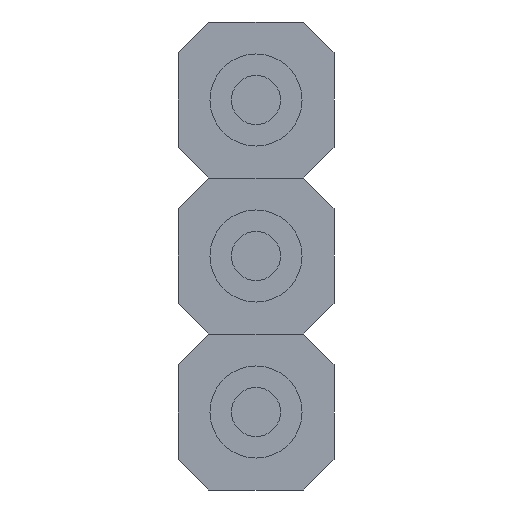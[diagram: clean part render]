
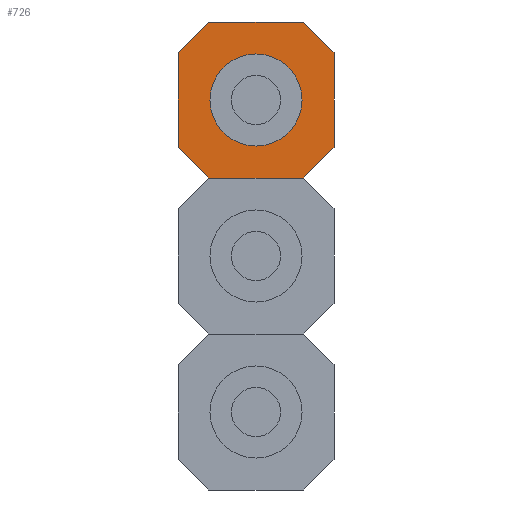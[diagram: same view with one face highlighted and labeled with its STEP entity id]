
A CAD part, front view. The second image highlights one B-rep face of the part: STEP entity #726.
In plain terms, the highlighted planar face has unit normal (0, -1, 0).
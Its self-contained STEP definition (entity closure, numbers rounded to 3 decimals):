
#19=FACE_BOUND('',#118,.T.);
#29=PLANE('',#792);
#69=FACE_OUTER_BOUND('',#117,.T.);
#117=EDGE_LOOP('',(#522,#523,#524,#525,#526,#527,#528,#529));
#118=EDGE_LOOP('',(#530));
#173=LINE('',#1080,#254);
#174=LINE('',#1082,#255);
#175=LINE('',#1084,#256);
#176=LINE('',#1086,#257);
#177=LINE('',#1088,#258);
#178=LINE('',#1090,#259);
#179=LINE('',#1092,#260);
#180=LINE('',#1093,#261);
#254=VECTOR('',#867,10.);
#255=VECTOR('',#868,10.);
#256=VECTOR('',#869,10.);
#257=VECTOR('',#870,10.);
#258=VECTOR('',#871,10.);
#259=VECTOR('',#872,10.);
#260=VECTOR('',#873,10.);
#261=VECTOR('',#874,10.);
#336=CIRCLE('',#793,0.75);
#354=VERTEX_POINT('',#1078);
#355=VERTEX_POINT('',#1079);
#356=VERTEX_POINT('',#1081);
#357=VERTEX_POINT('',#1083);
#358=VERTEX_POINT('',#1085);
#359=VERTEX_POINT('',#1087);
#360=VERTEX_POINT('',#1089);
#361=VERTEX_POINT('',#1091);
#362=VERTEX_POINT('',#1094);
#421=EDGE_CURVE('',#354,#355,#173,.T.);
#422=EDGE_CURVE('',#354,#356,#174,.T.);
#423=EDGE_CURVE('',#356,#357,#175,.T.);
#424=EDGE_CURVE('',#357,#358,#176,.T.);
#425=EDGE_CURVE('',#358,#359,#177,.T.);
#426=EDGE_CURVE('',#359,#360,#178,.T.);
#427=EDGE_CURVE('',#360,#361,#179,.T.);
#428=EDGE_CURVE('',#361,#355,#180,.T.);
#429=EDGE_CURVE('',#362,#362,#336,.T.);
#522=ORIENTED_EDGE('',*,*,#421,.F.);
#523=ORIENTED_EDGE('',*,*,#422,.T.);
#524=ORIENTED_EDGE('',*,*,#423,.T.);
#525=ORIENTED_EDGE('',*,*,#424,.T.);
#526=ORIENTED_EDGE('',*,*,#425,.T.);
#527=ORIENTED_EDGE('',*,*,#426,.T.);
#528=ORIENTED_EDGE('',*,*,#427,.T.);
#529=ORIENTED_EDGE('',*,*,#428,.T.);
#530=ORIENTED_EDGE('',*,*,#429,.T.);
#726=ADVANCED_FACE('',(#69,#19),#29,.F.);
#792=AXIS2_PLACEMENT_3D('',#1077,#865,#866);
#793=AXIS2_PLACEMENT_3D('',#1095,#875,#876);
#865=DIRECTION('center_axis',(0.,1.,0.));
#866=DIRECTION('ref_axis',(-1.,0.,0.));
#867=DIRECTION('',(0.707,0.,0.707));
#868=DIRECTION('',(0.,0.,-1.));
#869=DIRECTION('',(0.707,0.,-0.707));
#870=DIRECTION('',(1.,0.,0.));
#871=DIRECTION('',(0.707,0.,0.707));
#872=DIRECTION('',(0.,0.,1.));
#873=DIRECTION('',(-0.707,0.,0.707));
#874=DIRECTION('',(-1.,0.,0.));
#875=DIRECTION('center_axis',(0.,1.,0.));
#876=DIRECTION('ref_axis',(-1.,0.,0.));
#1077=CARTESIAN_POINT('Origin',(0.,4.3,0.));
#1078=CARTESIAN_POINT('',(-1.27,4.3,0.77));
#1079=CARTESIAN_POINT('',(-0.77,4.3,1.27));
#1080=CARTESIAN_POINT('',(-1.27,4.3,0.77));
#1081=CARTESIAN_POINT('',(-1.27,4.3,-0.77));
#1082=CARTESIAN_POINT('',(-1.27,4.3,0.77));
#1083=CARTESIAN_POINT('',(-0.77,4.3,-1.27));
#1084=CARTESIAN_POINT('',(-1.27,4.3,-0.77));
#1085=CARTESIAN_POINT('',(0.77,4.3,-1.27));
#1086=CARTESIAN_POINT('',(-0.77,4.3,-1.27));
#1087=CARTESIAN_POINT('',(1.27,4.3,-0.77));
#1088=CARTESIAN_POINT('',(0.77,4.3,-1.27));
#1089=CARTESIAN_POINT('',(1.27,4.3,0.77));
#1090=CARTESIAN_POINT('',(1.27,4.3,-0.77));
#1091=CARTESIAN_POINT('',(0.77,4.3,1.27));
#1092=CARTESIAN_POINT('',(1.27,4.3,0.77));
#1093=CARTESIAN_POINT('',(0.77,4.3,1.27));
#1094=CARTESIAN_POINT('',(0.75,4.3,0.));
#1095=CARTESIAN_POINT('Origin',(0.,4.3,0.));
